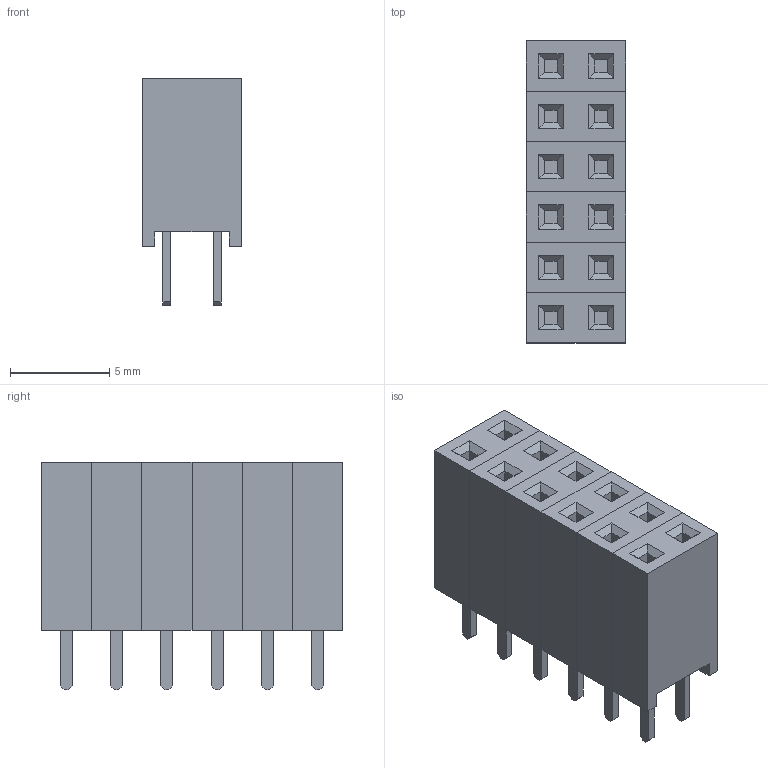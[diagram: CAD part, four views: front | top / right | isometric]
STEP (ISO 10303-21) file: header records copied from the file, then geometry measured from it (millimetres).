
FILE_DESCRIPTION(/* description */ (''),/* implementation_level */ '2;1');
FILE_NAME(/* name */ 'PBD-12.step',/* time_stamp */ '2021-11-04T16:57:18+03:00',/* author */ (''),/* organization */ (''),/* preprocessor_version */ 'ST-DEVELOPER v18.1',/* originating_system */ 'Autodesk Translation Framework v10.10.0.1391',/* authorisation */ '');
FILE_SCHEMA (('AUTOMOTIVE_DESIGN { 1 0 10303 214 3 1 1 }'));
Length unit declared in the file: millimetre
Products named in the file (1): PBD-12
Bounding box: 5 x 15.24 x 11.5 mm (x, y, z)
Volume: 584.1 mm3; surface area: 1185 mm2
Topology: 18 solids, 18 shells, 264 faces, 600 edges, 384 vertices
Faces by surface type: plane 264
Entity records: 7210 total; most frequent: CARTESIAN_POINT 1249, ORIENTED_EDGE 1200, DIRECTION 1130, LINE 600, VECTOR 600, EDGE_CURVE 600, VERTEX_POINT 384, EDGE_LOOP 276
